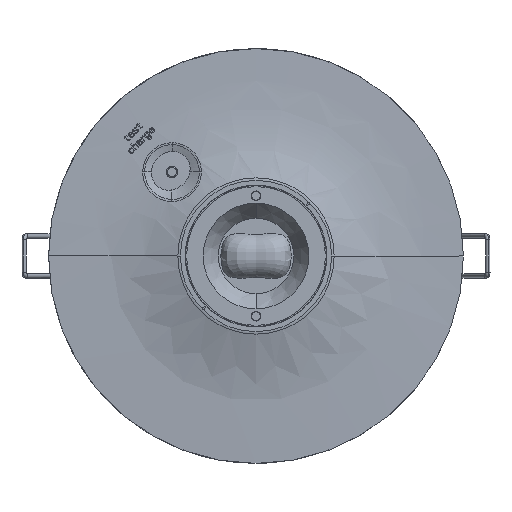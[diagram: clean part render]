
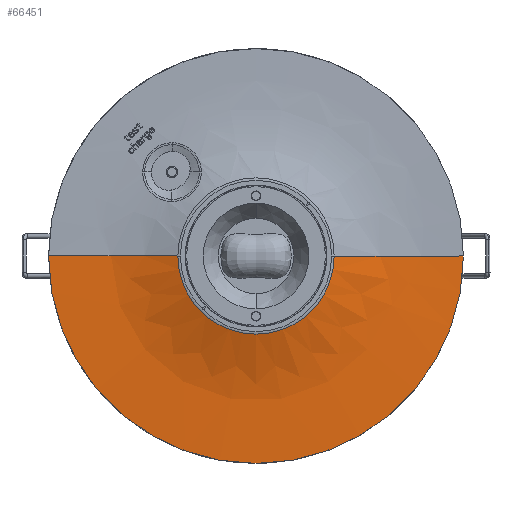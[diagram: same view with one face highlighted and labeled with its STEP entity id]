
A CAD part, front view. The second image highlights one B-rep face of the part: STEP entity #66451.
In plain terms, the highlighted face is a revolution surface.
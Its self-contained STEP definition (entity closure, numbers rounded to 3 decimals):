
#19365=CARTESIAN_POINT('',(0.,0.,0.));
#19366=DIRECTION('',(0.,-1.,0.));
#19367=DIRECTION('',(-1.,0.,0.));
#19368=AXIS2_PLACEMENT_3D('',#19365,#19366,#19367);
#19395=CARTESIAN_POINT('',(20.724,-4.682,
0.));
#19396=CARTESIAN_POINT('',(34.005,0.093,
0.));
#19397=CARTESIAN_POINT('',(43.262,-0.205,
0.));
#19398=CARTESIAN_POINT('',(55.,0.,0.));
#19400=CARTESIAN_POINT('',(-55.,0.,0.));
#19401=CARTESIAN_POINT('',(-43.262,-0.205,0.));
#19402=CARTESIAN_POINT('',(-34.005,0.093,
0.));
#19403=CARTESIAN_POINT('',(-20.724,-4.682,
0.));
#19410=CARTESIAN_POINT('',(0.,-4.682,0.));
#19411=DIRECTION('',(0.,1.,0.));
#19412=DIRECTION('',(1.,0.,0.));
#19413=AXIS2_PLACEMENT_3D('',#19410,#19411,#19412);
#29800=CARTESIAN_POINT('',(-20.724,-4.682,0.));
#29802=VERTEX_POINT('',#29800);
#29803=CARTESIAN_POINT('',(20.724,-4.682,
0.));
#29805=VERTEX_POINT('',#29803);
#29807=VERTEX_POINT('',#19400);
#29808=CARTESIAN_POINT('',(55.,0.,0.));
#29809=VERTEX_POINT('',#29808);
#66433=CARTESIAN_POINT('',(-55.348,0.006,0.));
#66434=CARTESIAN_POINT('',(-43.347,-0.213,0.));
#66435=CARTESIAN_POINT('',(-33.984,0.146,0.));
#66436=CARTESIAN_POINT('',(-20.395,-4.801,0.));
#66438=CARTESIAN_POINT('',(0.,0.006,0.));
#66439=DIRECTION('',(0.,-1.,0.));
#66440=AXIS1_PLACEMENT('',#66438,#66439);
#66441=SURFACE_OF_REVOLUTION('',#66437,#66440);
#66443=ORIENTED_EDGE('',*,*,#66442,.F.);
#66445=ORIENTED_EDGE('',*,*,#66444,.T.);
#66446=ORIENTED_EDGE('',*,*,#66420,.F.);
#66448=ORIENTED_EDGE('',*,*,#66447,.T.);
#66449=EDGE_LOOP('',(#66443,#66445,#66446,#66448));
#66450=FACE_OUTER_BOUND('',#66449,.F.);
#66451=ADVANCED_FACE('',(#66450),#66441,.T.);
#19369=CIRCLE('',#19368,55.);
#19399=B_SPLINE_CURVE_WITH_KNOTS('',3,(#19395,#19396,#19397,#19398),
.UNSPECIFIED.,.F.,.F.,(4,4),(0.,1.),.UNSPECIFIED.);
#19404=B_SPLINE_CURVE_WITH_KNOTS('',3,(#19400,#19401,#19402,#19403),
.UNSPECIFIED.,.F.,.F.,(4,4),(0.,1.),.UNSPECIFIED.);
#19414=CIRCLE('',#19413,20.724);
#66420=EDGE_CURVE('',#29807,#29809,#19369,.T.);
#66437=B_SPLINE_CURVE_WITH_KNOTS('',3,(#66433,#66434,#66435,#66436),
.UNSPECIFIED.,.F.,.F.,(4,4),(0.,1.),.UNSPECIFIED.);
#66442=EDGE_CURVE('',#29805,#29802,#19414,.T.);
#66444=EDGE_CURVE('',#29805,#29809,#19399,.T.);
#66447=EDGE_CURVE('',#29807,#29802,#19404,.T.);
